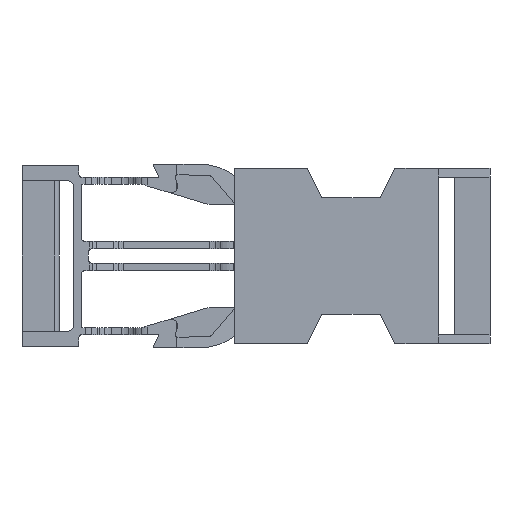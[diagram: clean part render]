
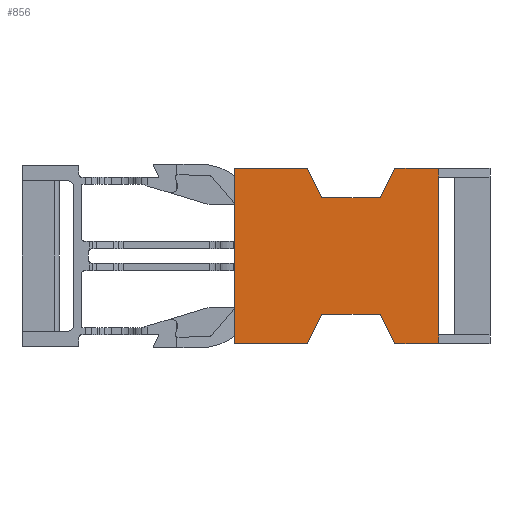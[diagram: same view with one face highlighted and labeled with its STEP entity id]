
A CAD part, front view. The second image highlights one B-rep face of the part: STEP entity #856.
In plain terms, the highlighted planar face has unit normal (0, -1, 0).
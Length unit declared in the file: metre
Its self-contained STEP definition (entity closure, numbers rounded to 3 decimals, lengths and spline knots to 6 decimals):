
#856=ADVANCED_FACE('0:2080',(#1690),#1691,.F.);
#1690=FACE_OUTER_BOUND('',#2516,.T.);
#1691=PLANE('',#2517);
#2516=EDGE_LOOP('',(#5150,#5151,#5152,#5153,#5154,#5155,#5156,#5157,#5158,#5159,#5160,#5161,#5162,#5163));
#2517=AXIS2_PLACEMENT_3D('',#5164,#5165,#5166);
#5150=ORIENTED_EDGE('',*,*,#6329,.T.);
#5151=ORIENTED_EDGE('',*,*,#6326,.F.);
#5152=ORIENTED_EDGE('',*,*,#6343,.F.);
#5153=ORIENTED_EDGE('',*,*,#6344,.F.);
#5154=ORIENTED_EDGE('',*,*,#6345,.F.);
#5155=ORIENTED_EDGE('',*,*,#6346,.F.);
#5156=ORIENTED_EDGE('',*,*,#6243,.F.);
#5157=ORIENTED_EDGE('',*,*,#6347,.F.);
#5158=ORIENTED_EDGE('',*,*,#6348,.T.);
#5159=ORIENTED_EDGE('',*,*,#6349,.T.);
#5160=ORIENTED_EDGE('',*,*,#6350,.T.);
#5161=ORIENTED_EDGE('',*,*,#6290,.F.);
#5162=ORIENTED_EDGE('',*,*,#6308,.T.);
#5163=ORIENTED_EDGE('',*,*,#6351,.F.);
#5164=CARTESIAN_POINT('',(0.0041,-0.00264,-0.001));
#5165=DIRECTION('',(0.0,1.0,0.0));
#5166=DIRECTION('',(1.0,0.0,-0.0));
#6243=EDGE_CURVE('0:2203',#7811,#7813,#7814,.T.);
#6290=EDGE_CURVE('0:2317',#7885,#7887,#7888,.T.);
#6308=EDGE_CURVE('0:2362',#7885,#7868,#7915,.F.);
#6326=EDGE_CURVE('0:2404',#7938,#7940,#7941,.T.);
#6329=EDGE_CURVE('0:2410',#7926,#7940,#7944,.F.);
#6343=EDGE_CURVE('0:2443',#7964,#7938,#7965,.T.);
#6344=EDGE_CURVE('0:2446',#7966,#7964,#7967,.T.);
#6345=EDGE_CURVE('0:2449',#7968,#7966,#7969,.T.);
#6346=EDGE_CURVE('0:2452',#7813,#7968,#7970,.T.);
#6347=EDGE_CURVE('0:2455',#7971,#7811,#7972,.T.);
#6348=EDGE_CURVE('0:2458',#7971,#7973,#7974,.T.);
#6349=EDGE_CURVE('0:2461',#7973,#7975,#7976,.T.);
#6350=EDGE_CURVE('0:2464',#7975,#7887,#7977,.T.);
#6351=EDGE_CURVE('0:2467',#7926,#7868,#7978,.F.);
#7811=VERTEX_POINT('',#10005);
#7813=VERTEX_POINT('',#10008);
#7814=LINE('',#10009,#10010);
#7868=VERTEX_POINT('',#10089);
#7885=VERTEX_POINT('',#10114);
#7887=VERTEX_POINT('',#10117);
#7888=LINE('',#10118,#10119);
#7915=LINE('',#10160,#10161);
#7926=VERTEX_POINT('',#10177);
#7938=VERTEX_POINT('',#10196);
#7940=VERTEX_POINT('',#10199);
#7941=LINE('',#10200,#10201);
#7944=LINE('',#10205,#10206);
#7964=VERTEX_POINT('',#10236);
#7965=LINE('',#10237,#10238);
#7966=VERTEX_POINT('',#10239);
#7967=LINE('',#10240,#10241);
#7968=VERTEX_POINT('',#10242);
#7969=LINE('',#10243,#10244);
#7970=LINE('',#10245,#10246);
#7971=VERTEX_POINT('',#10247);
#7972=LINE('',#10248,#10249);
#7973=VERTEX_POINT('',#10250);
#7974=LINE('',#10251,#10252);
#7975=VERTEX_POINT('',#10253);
#7976=LINE('',#10254,#10255);
#7977=LINE('',#10256,#10257);
#7978=LINE('',#10258,#10259);
#10005=CARTESIAN_POINT('',(0.0041,-0.00264,-0.011));
#10008=CARTESIAN_POINT('',(0.0041,-0.00264,0.013));
#10009=CARTESIAN_POINT('',(0.0041,-0.00264,-0.011));
#10010=VECTOR('',#11585,2.0);
#10089=CARTESIAN_POINT('',(0.0321,-0.00264,-0.0098));
#10114=CARTESIAN_POINT('',(0.0321,-0.00264,-0.011));
#10117=CARTESIAN_POINT('',(0.0261,-0.00264,-0.011));
#10118=CARTESIAN_POINT('',(0.0361,-0.00264,-0.011));
#10119=VECTOR('',#11629,2.0);
#10160=CARTESIAN_POINT('',(0.0321,-0.00264,-0.000844));
#10161=VECTOR('',#11644,2.0);
#10177=CARTESIAN_POINT('',(0.0321,-0.00264,0.0118));
#10196=CARTESIAN_POINT('',(0.0261,-0.00264,0.013));
#10199=CARTESIAN_POINT('',(0.0321,-0.00264,0.013));
#10200=CARTESIAN_POINT('',(0.0261,-0.00264,0.013));
#10201=VECTOR('',#11658,2.0);
#10205=CARTESIAN_POINT('',(0.0321,-0.00264,-0.000898));
#10206=VECTOR('',#11660,2.0);
#10236=CARTESIAN_POINT('',(0.0241,-0.00264,0.009));
#10237=CARTESIAN_POINT('',(0.0241,-0.00264,0.009));
#10238=VECTOR('',#11671,2.0);
#10239=CARTESIAN_POINT('',(0.0161,-0.00264,0.009));
#10240=CARTESIAN_POINT('',(0.0161,-0.00264,0.009));
#10241=VECTOR('',#11672,2.0);
#10242=CARTESIAN_POINT('',(0.0141,-0.00264,0.013));
#10243=CARTESIAN_POINT('',(0.0141,-0.00264,0.013));
#10244=VECTOR('',#11673,2.0);
#10245=CARTESIAN_POINT('',(0.0041,-0.00264,0.013));
#10246=VECTOR('',#11674,2.0);
#10247=CARTESIAN_POINT('',(0.0141,-0.00264,-0.011));
#10248=CARTESIAN_POINT('',(0.0141,-0.00264,-0.011));
#10249=VECTOR('',#11675,2.0);
#10250=CARTESIAN_POINT('',(0.0161,-0.00264,-0.007));
#10251=CARTESIAN_POINT('',(0.0141,-0.00264,-0.011));
#10252=VECTOR('',#11676,2.0);
#10253=CARTESIAN_POINT('',(0.0241,-0.00264,-0.007));
#10254=CARTESIAN_POINT('',(0.0161,-0.00264,-0.007));
#10255=VECTOR('',#11677,2.0);
#10256=CARTESIAN_POINT('',(0.0241,-0.00264,-0.007));
#10257=VECTOR('',#11678,2.0);
#10258=CARTESIAN_POINT('',(0.0321,-0.00264,0.0));
#10259=VECTOR('',#11679,2.0);
#11585=DIRECTION('',(0.0,0.0,1.0));
#11629=DIRECTION('',(-1.0,0.0,0.0));
#11644=DIRECTION('',(0.0,0.0,-1.0));
#11658=DIRECTION('',(1.0,0.0,0.0));
#11660=DIRECTION('',(0.0,0.0,-1.0));
#11671=DIRECTION('',(0.447,0.0,0.894));
#11672=DIRECTION('',(1.0,0.0,0.0));
#11673=DIRECTION('',(0.447,0.0,-0.894));
#11674=DIRECTION('',(1.0,0.0,0.0));
#11675=DIRECTION('',(-1.0,0.0,0.0));
#11676=DIRECTION('',(0.447,0.0,0.894));
#11677=DIRECTION('',(1.0,0.0,0.0));
#11678=DIRECTION('',(0.447,0.0,-0.894));
#11679=DIRECTION('',(0.0,0.0,1.0));
